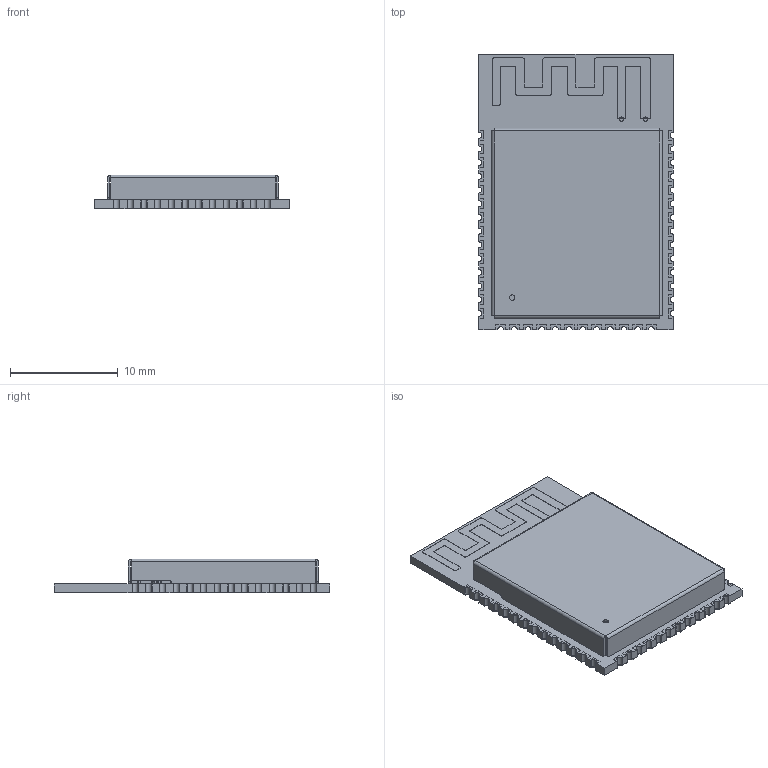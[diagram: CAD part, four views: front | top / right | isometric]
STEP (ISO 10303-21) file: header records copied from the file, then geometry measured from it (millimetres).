
FILE_DESCRIPTION (( 'STEP AP214' ), '1' );
FILE_NAME ('ESP32-S2-SOLO-2_V1-20240308.STEP', '2024-03-08T02:10:55', ( 'Windows User' ), ( 'P R C' ), 'SwSTEP 2.0', 'SolidWorks 2022', '' );
FILE_SCHEMA (( 'AUTOMOTIVE_DESIGN' ));
Length unit declared in the file: millimetre
Products named in the file (33): uid__2363; trace_1^复件 Submodel-MINI-ANT-TYPEB_668419613_part_MINI-ANT-TYPE-B; ESP32-S2_20210301.xtd; DFN1006.xtd; Submodel-R0201_part_R0201; Submodel-D__3D_design_ESP32-S2_module_module_ESP32-S2-SOLO-2_PCB_ESP32-S2-SOLO-2_V1.0_20211228_PCB_3D_ImportedPartModels_C0402_20210301.STEP; Submodel-D__3D_design_ESP32-S2_module_module_ESP32-S2-SOLO-2_PCB_ESP32-S2-SOLO-2_V1.0_20211228_PCB_3D_ImportedPartModels_R0201_20210301.STEP; Submodel-XTAL3225_part_XTAL3225; 复件 Submodel-MINI-ANT-TYPEB_668419613_part^MINI-ANT-TYPE-B; Submodel-D__3D_design_ESP32-S2_module_module_ESP32-S2-SOLO-2_PCB_ESP32-S2-SOLO-2_V1.0_20211228_PCB_3D_ImportedPartModels_C0201_20210301.STEP; ESP32-WROOM-32D_shielding_case_; Submodel-C0201_part_C0201; XTAL3225_20210301.xtd; R0201_20210301.xtd; Submodel-D__3D_design_ESP32-S2_module_module_ESP32-S2-SOLO-2_PCB_ESP32-S2-SOLO-2_V1.0_20211228_PCB_3D_ImportedPartModels_DFN1006.STEP; Submodel-D__3D_design_ESP32-S2_module_module_ESP32-S2-SOLO-2_PCB_ESP32-S2-SOLO-2_V1.0_20211228_PCB_3D_ImportedPartModels_SOP8_rev1_20210308.STEP; Imported; Submodel-C0402_part_C0402; MINI-ANT-TYPE-B; pad-0.8mm; Submodel-SOP8_1P27_6P6_part_SOP8_1P27_6P6; Submodel-D__3D_design_ESP32-S2_module_module_ESP32-S2-SOLO-2_PCB_ESP32-S2-SOLO-2_V1.0_20211228_PCB_3D_ImportedPartModels_ESP32-S2_20210301.STEP; L0201_20210301.xtd; C0402_20210301.xtd; Submodel-D__3D_design_ESP32-S2_module_module_ESP32-S2-SOLO-2_PCB_ESP32-S2-SOLO-2_V1.0_20211228_PCB_3D_ImportedPartModels_XTAL3225_20210301.STEP; C0201_20210301.xtd; ESP32-S2-SOLO-2_V1-20240308; Submodel-D__3D_design_ESP32-S2_module_module_ESP32-S2-SOLO-2_PCB_ESP32-S2-SOLO-2_V1.0_20211228_PCB_3D_ImportedPartModels_L0201_20210301.STEP; Submodel-QFN56_0P4_7B_part_QFN56_0P4_7B; Submodel-SOD882_part_SOD882; Submodel-L0201_part_L0201; DesignRootModel; SOP8_rev1_20210308.xtd
Assembly tree (96 placements, depth 5):
  ESP32-S2-SOLO-2_V1-20240308
    DesignRootModel
      uid__2363
      Submodel-SOP8_1P27_6P6_part_SOP8_1P27_6P6
        Submodel-D__3D_design_ESP32-S2_module_module_ESP32-S2-SOLO-2_PCB_ESP32-S2-SOLO-2_V1.0_20211228_PCB_3D_ImportedPartModels_SOP8_rev1_20210308.STEP
          SOP8_rev1_20210308.xtd
      Submodel-XTAL3225_part_XTAL3225
        Submodel-D__3D_design_ESP32-S2_module_module_ESP32-S2-SOLO-2_PCB_ESP32-S2-SOLO-2_V1.0_20211228_PCB_3D_ImportedPartModels_XTAL3225_20210301.STEP
          XTAL3225_20210301.xtd
      Submodel-R0201_part_R0201  x9
        Submodel-D__3D_design_ESP32-S2_module_module_ESP32-S2-SOLO-2_PCB_ESP32-S2-SOLO-2_V1.0_20211228_PCB_3D_ImportedPartModels_R0201_20210301.STEP
          R0201_20210301.xtd
      Submodel-L0201_part_L0201  x3
        Submodel-D__3D_design_ESP32-S2_module_module_ESP32-S2-SOLO-2_PCB_ESP32-S2-SOLO-2_V1.0_20211228_PCB_3D_ImportedPartModels_L0201_20210301.STEP
          L0201_20210301.xtd
      Submodel-C0201_part_C0201  x16
        Submodel-D__3D_design_ESP32-S2_module_module_ESP32-S2-SOLO-2_PCB_ESP32-S2-SOLO-2_V1.0_20211228_PCB_3D_ImportedPartModels_C0201_20210301.STEP
          C0201_20210301.xtd
      Submodel-C0402_part_C0402
        Submodel-D__3D_design_ESP32-S2_module_module_ESP32-S2-SOLO-2_PCB_ESP32-S2-SOLO-2_V1.0_20211228_PCB_3D_ImportedPartModels_C0402_20210301.STEP
          C0402_20210301.xtd
      Submodel-SOD882_part_SOD882
        Submodel-D__3D_design_ESP32-S2_module_module_ESP32-S2-SOLO-2_PCB_ESP32-S2-SOLO-2_V1.0_20211228_PCB_3D_ImportedPartModels_DFN1006.STEP
          DFN1006.xtd
      Submodel-QFN56_0P4_7B_part_QFN56_0P4_7B
        Submodel-D__3D_design_ESP32-S2_module_module_ESP32-S2-SOLO-2_PCB_ESP32-S2-SOLO-2_V1.0_20211228_PCB_3D_ImportedPartModels_ESP32-S2_20210301.STEP
          ESP32-S2_20210301.xtd
    Imported
    MINI-ANT-TYPE-B
      复件 Submodel-MINI-ANT-TYPEB_668419613_part^MINI-ANT-TYPE-B
        trace_1^复件 Submodel-MINI-ANT-TYPEB_668419613_part_MINI-ANT-TYPE-B
    pad-0.8mm  x40
    ESP32-WROOM-32D_shielding_case_
Bounding box: 18 x 25.5 x 3.13 mm (x, y, z)
Volume: 526.7 mm3; surface area: 2434.8 mm2
Topology: 247 solids, 248 shells, 3711 faces, 9066 edges, 5756 vertices
Faces by surface type: plane 2686, cylinder 809, bspline 216
Entity records: 90543 total; most frequent: CARTESIAN_POINT 16378, ORIENTED_EDGE 10396, DIRECTION 9537, EDGE_CURVE 5198, LINE 4079, VECTOR 4079, VERTEX_POINT 3420, AXIS2_PLACEMENT_3D 2729
